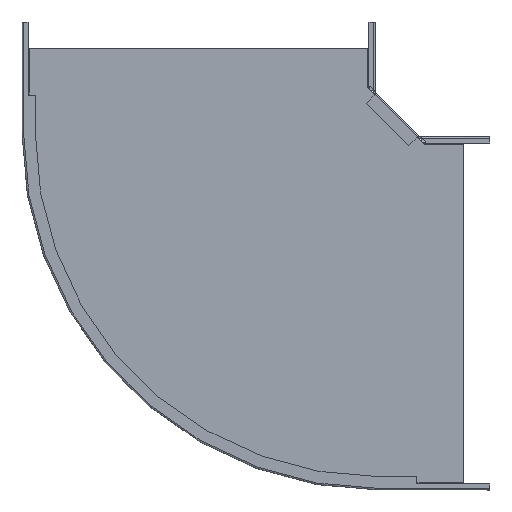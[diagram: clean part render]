
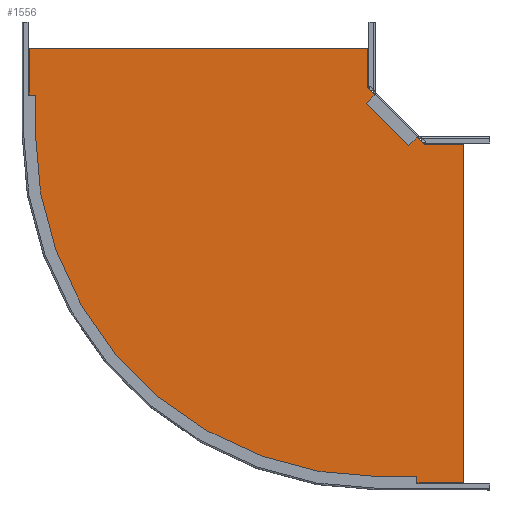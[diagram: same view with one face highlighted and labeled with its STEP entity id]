
A CAD part, front view. The second image highlights one B-rep face of the part: STEP entity #1556.
In plain terms, the highlighted planar face has unit normal (0, -1, 0).
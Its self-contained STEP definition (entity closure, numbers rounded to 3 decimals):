
#80 = EDGE_CURVE ( 'NONE', #1068, #2675, #173, .T. ) ;
#92 = LINE ( 'NONE', #3400, #2077 ) ;
#107 = LINE ( 'NONE', #3711, #3021 ) ;
#143 = CARTESIAN_POINT ( 'NONE',  ( 31.912, -1., -31.912 ) ) ;
#173 = LINE ( 'NONE', #3693, #1964 ) ;
#196 = ORIENTED_EDGE ( 'NONE', *, *, #1640, .T. ) ;
#236 = VECTOR ( 'NONE', #1066, 1000. ) ;
#300 = ORIENTED_EDGE ( 'NONE', *, *, #3291, .F. ) ;
#305 = DIRECTION ( 'NONE',  ( -1., 0., 0. ) ) ;
#344 = ORIENTED_EDGE ( 'NONE', *, *, #1775, .F. ) ;
#355 = CARTESIAN_POINT ( 'NONE',  ( -411.412, -1., 23.412 ) ) ;
#454 = DIRECTION ( 'NONE',  ( 0., 0., 1. ) ) ;
#524 = CARTESIAN_POINT ( 'NONE',  ( 23.412, -1., -417.912 ) ) ;
#577 = CIRCLE ( 'NONE', #2630, 398.25 ) ;
#584 = VERTEX_POINT ( 'NONE', #355 ) ;
#707 = VECTOR ( 'NONE', #3409, 1000. ) ;
#800 = DIRECTION ( 'NONE',  ( -1., 0., 0. ) ) ;
#850 = ORIENTED_EDGE ( 'NONE', *, *, #80, .T. ) ;
#917 = DIRECTION ( 'NONE',  ( 0., 0., -1. ) ) ;
#921 = CARTESIAN_POINT ( 'NONE',  ( -31.912, -1., 31.912 ) ) ;
#948 = ORIENTED_EDGE ( 'NONE', *, *, #2996, .T. ) ;
#983 = EDGE_CURVE ( 'NONE', #584, #2024, #2578, .T. ) ;
#998 = ORIENTED_EDGE ( 'NONE', *, *, #2333, .F. ) ;
#1040 = CARTESIAN_POINT ( 'NONE',  ( -417.912, -1., 23.412 ) ) ;
#1066 = DIRECTION ( 'NONE',  ( 1., 0., 0. ) ) ;
#1068 = VERTEX_POINT ( 'NONE', #2960 ) ;
#1126 = DIRECTION ( 'NONE',  ( 0., 0., 1. ) ) ;
#1259 = EDGE_CURVE ( 'NONE', #3362, #3627, #577, .T. ) ;
#1383 = LINE ( 'NONE', #2715, #236 ) ;
#1418 = CARTESIAN_POINT ( 'NONE',  ( -411.412, -1., 75.912 ) ) ;
#1498 = DIRECTION ( 'NONE',  ( 0., 0., -1. ) ) ;
#1556 = ADVANCED_FACE ( 'NONE', ( #2876 ), #3810, .T. ) ;
#1560 = DIRECTION ( 'NONE',  ( 0., 1., 0. ) ) ;
#1580 = VECTOR ( 'NONE', #3967, 1000. ) ;
#1633 = CARTESIAN_POINT ( 'NONE',  ( 31.912, -1., -31.912 ) ) ;
#1640 = EDGE_CURVE ( 'NONE', #2675, #1870, #3563, .T. ) ;
#1683 = CARTESIAN_POINT ( 'NONE',  ( -31.912, -1., 31.912 ) ) ;
#1775 = EDGE_CURVE ( 'NONE', #2258, #3310, #1383, .T. ) ;
#1818 = CARTESIAN_POINT ( 'NONE',  ( 23.412, -1., -417.912 ) ) ;
#1864 = CARTESIAN_POINT ( 'NONE',  ( -31.912, -1., 75.912 ) ) ;
#1870 = VERTEX_POINT ( 'NONE', #143 ) ;
#1909 = ORIENTED_EDGE ( 'NONE', *, *, #2214, .F. ) ;
#1964 = VECTOR ( 'NONE', #1126, 1000. ) ;
#2011 = LINE ( 'NONE', #1683, #2078 ) ;
#2024 = VERTEX_POINT ( 'NONE', #3281 ) ;
#2077 = VECTOR ( 'NONE', #454, 1000. ) ;
#2078 = VECTOR ( 'NONE', #2289, 1000. ) ;
#2087 = DIRECTION ( 'NONE',  ( 1., 0., 0. ) ) ;
#2102 = CARTESIAN_POINT ( 'NONE',  ( -12.021, -1., 12.021 ) ) ;
#2170 = EDGE_LOOP ( 'NONE', ( #4127, #300, #3075, #2736, #998, #2836, #850, #196, #3101, #1909, #344, #948 ) ) ;
#2210 = VERTEX_POINT ( 'NONE', #2632 ) ;
#2214 = EDGE_CURVE ( 'NONE', #3310, #3480, #2011, .T. ) ;
#2230 = DIRECTION ( 'NONE',  ( 0., 0., -1. ) ) ;
#2258 = VERTEX_POINT ( 'NONE', #3912 ) ;
#2289 = DIRECTION ( 'NONE',  ( 0., 0., -1. ) ) ;
#2333 = EDGE_CURVE ( 'NONE', #2210, #2665, #3451, .T. ) ;
#2437 = LINE ( 'NONE', #1418, #3299 ) ;
#2454 = LINE ( 'NONE', #3776, #2622 ) ;
#2561 = DIRECTION ( 'NONE',  ( 0., 0., -1. ) ) ;
#2578 = LINE ( 'NONE', #1040, #1580 ) ;
#2622 = VECTOR ( 'NONE', #800, 1000. ) ;
#2630 = AXIS2_PLACEMENT_3D ( 'NONE', #3254, #1560, #2230 ) ;
#2632 = CARTESIAN_POINT ( 'NONE',  ( 23.412, -1., -411.412 ) ) ;
#2665 = VERTEX_POINT ( 'NONE', #524 ) ;
#2675 = VERTEX_POINT ( 'NONE', #3443 ) ;
#2715 = CARTESIAN_POINT ( 'NONE',  ( -31.912, -1., 75.912 ) ) ;
#2736 = ORIENTED_EDGE ( 'NONE', *, *, #3093, .T. ) ;
#2836 = ORIENTED_EDGE ( 'NONE', *, *, #4059, .F. ) ;
#2876 = FACE_OUTER_BOUND ( 'NONE', #2170, .T. ) ;
#2897 = AXIS2_PLACEMENT_3D ( 'NONE', #3127, #3314, #2561 ) ;
#2960 = CARTESIAN_POINT ( 'NONE',  ( 75.912, -1., -411.412 ) ) ;
#2996 = EDGE_CURVE ( 'NONE', #2258, #584, #2437, .T. ) ;
#3021 = VECTOR ( 'NONE', #2087, 1000. ) ;
#3027 = VECTOR ( 'NONE', #917, 1000. ) ;
#3075 = ORIENTED_EDGE ( 'NONE', *, *, #1259, .F. ) ;
#3093 = EDGE_CURVE ( 'NONE', #3362, #2665, #107, .T. ) ;
#3101 = ORIENTED_EDGE ( 'NONE', *, *, #3740, .F. ) ;
#3127 = CARTESIAN_POINT ( 'NONE',  ( -19.662, -1., -19.662 ) ) ;
#3254 = CARTESIAN_POINT ( 'NONE',  ( -19.662, -1., -19.662 ) ) ;
#3281 = CARTESIAN_POINT ( 'NONE',  ( -417.912, -1., 23.412 ) ) ;
#3291 = EDGE_CURVE ( 'NONE', #3627, #2024, #92, .T. ) ;
#3299 = VECTOR ( 'NONE', #1498, 1000. ) ;
#3310 = VERTEX_POINT ( 'NONE', #1864 ) ;
#3314 = DIRECTION ( 'NONE',  ( 0., -1., 0. ) ) ;
#3362 = VERTEX_POINT ( 'NONE', #3801 ) ;
#3400 = CARTESIAN_POINT ( 'NONE',  ( -417.912, -1., -19.662 ) ) ;
#3409 = DIRECTION ( 'NONE',  ( 0.707, 0., -0.707 ) ) ;
#3443 = CARTESIAN_POINT ( 'NONE',  ( 75.912, -1., -31.912 ) ) ;
#3451 = LINE ( 'NONE', #1818, #3027 ) ;
#3480 = VERTEX_POINT ( 'NONE', #921 ) ;
#3518 = VECTOR ( 'NONE', #305, 1000. ) ;
#3563 = LINE ( 'NONE', #1633, #3518 ) ;
#3600 = CARTESIAN_POINT ( 'NONE',  ( -417.912, -1., -19.662 ) ) ;
#3627 = VERTEX_POINT ( 'NONE', #3600 ) ;
#3693 = CARTESIAN_POINT ( 'NONE',  ( 75.912, -1., -31.912 ) ) ;
#3711 = CARTESIAN_POINT ( 'NONE',  ( -19.662, -1., -417.912 ) ) ;
#3740 = EDGE_CURVE ( 'NONE', #3480, #1870, #4098, .T. ) ;
#3776 = CARTESIAN_POINT ( 'NONE',  ( 75.912, -1., -411.412 ) ) ;
#3801 = CARTESIAN_POINT ( 'NONE',  ( -19.662, -1., -417.912 ) ) ;
#3810 = PLANE ( 'NONE',  #2897 ) ;
#3912 = CARTESIAN_POINT ( 'NONE',  ( -411.412, -1., 75.912 ) ) ;
#3967 = DIRECTION ( 'NONE',  ( -1., 0., 0. ) ) ;
#4059 = EDGE_CURVE ( 'NONE', #1068, #2210, #2454, .T. ) ;
#4098 = LINE ( 'NONE', #2102, #707 ) ;
#4127 = ORIENTED_EDGE ( 'NONE', *, *, #983, .T. ) ;
